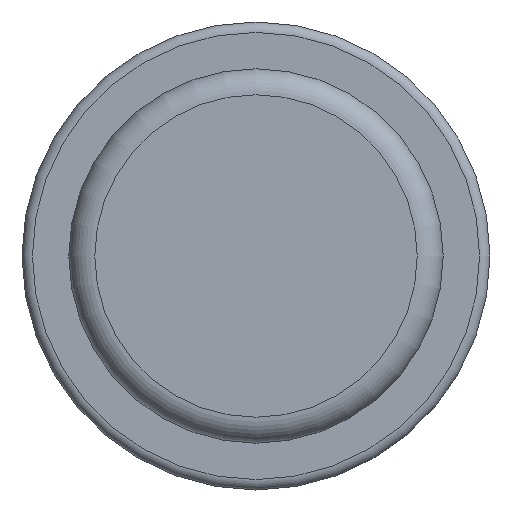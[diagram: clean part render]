
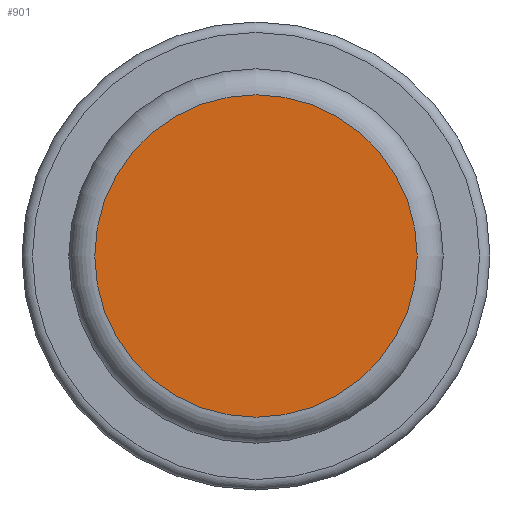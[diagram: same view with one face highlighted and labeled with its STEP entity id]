
A CAD part, left-side view. The second image highlights one B-rep face of the part: STEP entity #901.
In plain terms, the highlighted planar face has unit normal (-1, 0, 0).
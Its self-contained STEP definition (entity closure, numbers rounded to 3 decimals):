
#223=FACE_OUTER_BOUND('',#285,.T.);
#285=EDGE_LOOP('',(#642));
#358=CIRCLE('',#1089,31.);
#421=VERTEX_POINT('',#1556);
#506=EDGE_CURVE('',#421,#421,#358,.T.);
#642=ORIENTED_EDGE('',*,*,#506,.T.);
#867=PLANE('',#1091);
#901=ADVANCED_FACE('',(#223),#867,.T.);
#1089=AXIS2_PLACEMENT_3D('',#1557,#1242,#1243);
#1091=AXIS2_PLACEMENT_3D('',#1559,#1246,#1247);
#1242=DIRECTION('center_axis',(-1.,0.,0.));
#1243=DIRECTION('ref_axis',(0.,0.,1.));
#1246=DIRECTION('center_axis',(-1.,0.,0.));
#1247=DIRECTION('ref_axis',(0.,0.,1.));
#1556=CARTESIAN_POINT('',(0.,0.,-31.));
#1557=CARTESIAN_POINT('Origin',(0.,0.,0.));
#1559=CARTESIAN_POINT('Origin',(0.,0.,0.));
